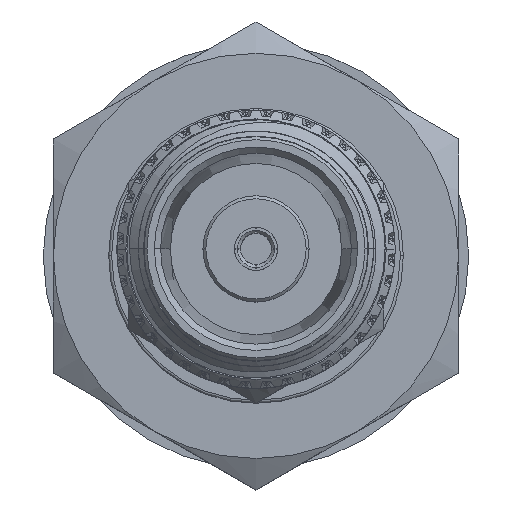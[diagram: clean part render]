
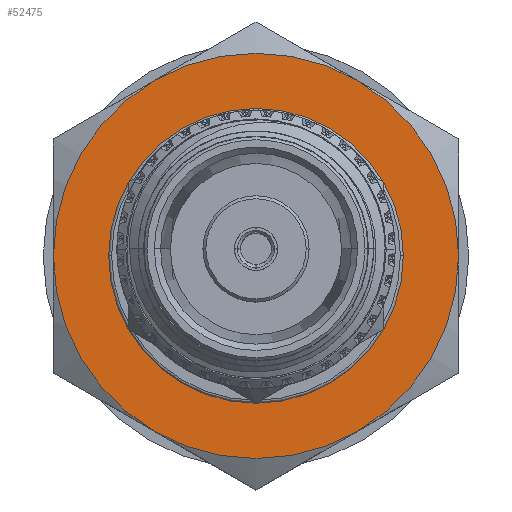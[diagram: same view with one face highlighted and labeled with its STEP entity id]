
A CAD part, top view. The second image highlights one B-rep face of the part: STEP entity #52475.
In plain terms, the highlighted face is planar.
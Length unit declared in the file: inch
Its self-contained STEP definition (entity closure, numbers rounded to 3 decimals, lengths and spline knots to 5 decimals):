
#1134 = EDGE_CURVE ( 'NONE', #45244, #66569, #82428, .T. ) ;
#2332 = DIRECTION ( 'NONE',  ( 1., 0., 0. ) ) ;
#2726 = DIRECTION ( 'NONE',  ( 1., 0., 0. ) ) ;
#3500 = AXIS2_PLACEMENT_3D ( 'NONE', #42959, #2726, #71100 ) ;
#4349 = ORIENTED_EDGE ( 'NONE', *, *, #69811, .F. ) ;
#5248 = EDGE_CURVE ( 'NONE', #43507, #22614, #52689, .T. ) ;
#8355 = EDGE_CURVE ( 'NONE', #50598, #73061, #87076, .T. ) ;
#8565 = CARTESIAN_POINT ( 'NONE',  ( 0.94, 0., 0. ) ) ;
#8633 = ORIENTED_EDGE ( 'NONE', *, *, #37653, .T. ) ;
#8858 = AXIS2_PLACEMENT_3D ( 'NONE', #33091, #73648, #25534 ) ;
#11317 = DIRECTION ( 'NONE',  ( 1., 0., 0. ) ) ;
#12538 = DIRECTION ( 'NONE',  ( 1., 0., 0. ) ) ;
#14185 = CARTESIAN_POINT ( 'NONE',  ( 0.94, 0.4, 0. ) ) ;
#15183 = AXIS2_PLACEMENT_3D ( 'NONE', #35878, #2332, #15870 ) ;
#15870 = DIRECTION ( 'NONE',  ( 0., 1., 0. ) ) ;
#17570 = AXIS2_PLACEMENT_3D ( 'NONE', #8565, #22144, #70587 ) ;
#18188 = CIRCLE ( 'NONE', #28685, 0.34375 ) ;
#18406 = ORIENTED_EDGE ( 'NONE', *, *, #69564, .T. ) ;
#18640 = CARTESIAN_POINT ( 'NONE',  ( 0.94, 0.34375, 0. ) ) ;
#19432 = ORIENTED_EDGE ( 'NONE', *, *, #5248, .T. ) ;
#20200 = CARTESIAN_POINT ( 'NONE',  ( 0.94, -0.17188, 0.2977 ) ) ;
#22144 = DIRECTION ( 'NONE',  ( 1., 0., 0. ) ) ;
#22455 = AXIS2_PLACEMENT_3D ( 'NONE', #58965, #65900, #24450 ) ;
#22614 = VERTEX_POINT ( 'NONE', #20200 ) ;
#24450 = DIRECTION ( 'NONE',  ( 0., 1., 0. ) ) ;
#24684 = CARTESIAN_POINT ( 'NONE',  ( 0.94, 0., 0. ) ) ;
#25534 = DIRECTION ( 'NONE',  ( 0., -1., 0. ) ) ;
#28685 = AXIS2_PLACEMENT_3D ( 'NONE', #24684, #11317, #80922 ) ;
#31117 = ORIENTED_EDGE ( 'NONE', *, *, #89636, .T. ) ;
#31822 = CARTESIAN_POINT ( 'NONE',  ( 0.94, -0.25, 0. ) ) ;
#33091 = CARTESIAN_POINT ( 'NONE',  ( 0.94, 0., 0. ) ) ;
#34139 = FACE_OUTER_BOUND ( 'NONE', #60683, .T. ) ;
#35878 = CARTESIAN_POINT ( 'NONE',  ( 0.94, 0., 0. ) ) ;
#36012 = CIRCLE ( 'NONE', #62368, 0.34375 ) ;
#37653 = EDGE_CURVE ( 'NONE', #83627, #70384, #83418, .T. ) ;
#39147 = DIRECTION ( 'NONE',  ( 1., 0., 0. ) ) ;
#39815 = AXIS2_PLACEMENT_3D ( 'NONE', #14185, #69304, #62625 ) ;
#41630 = DIRECTION ( 'NONE',  ( 0., -1., 0. ) ) ;
#42959 = CARTESIAN_POINT ( 'NONE',  ( 0.94, 0., 0. ) ) ;
#43507 = VERTEX_POINT ( 'NONE', #44441 ) ;
#44441 = CARTESIAN_POINT ( 'NONE',  ( 0.94, 0.17187, 0.2977 ) ) ;
#45244 = VERTEX_POINT ( 'NONE', #31822 ) ;
#48739 = CARTESIAN_POINT ( 'NONE',  ( 0.94, 0.25, 0. ) ) ;
#50598 = VERTEX_POINT ( 'NONE', #62110 ) ;
#50952 = ORIENTED_EDGE ( 'NONE', *, *, #8355, .T. ) ;
#52217 = DIRECTION ( 'NONE',  ( 0., 1., 0. ) ) ;
#52475 = ADVANCED_FACE ( 'NONE', ( #60110, #34139 ), #55385, .F. ) ;
#52689 = CIRCLE ( 'NONE', #22455, 0.34375 ) ;
#53783 = CARTESIAN_POINT ( 'NONE',  ( 0.94, -0.17188, -0.2977 ) ) ;
#54081 = CARTESIAN_POINT ( 'NONE',  ( 0.94, 0., 0. ) ) ;
#55385 = PLANE ( 'NONE',  #39815 ) ;
#58965 = CARTESIAN_POINT ( 'NONE',  ( 0.94, 0., 0. ) ) ;
#60110 = FACE_BOUND ( 'NONE', #65207, .T. ) ;
#60683 = EDGE_LOOP ( 'NONE', ( #84945, #8633, #31117, #50952, #18406, #19432 ) ) ;
#62110 = CARTESIAN_POINT ( 'NONE',  ( 0.94, 0.17187, -0.2977 ) ) ;
#62368 = AXIS2_PLACEMENT_3D ( 'NONE', #87514, #39147, #52217 ) ;
#62625 = DIRECTION ( 'NONE',  ( 0., -1., 0. ) ) ;
#65207 = EDGE_LOOP ( 'NONE', ( #70773, #4349 ) ) ;
#65900 = DIRECTION ( 'NONE',  ( 1., 0., 0. ) ) ;
#66569 = VERTEX_POINT ( 'NONE', #48739 ) ;
#69304 = DIRECTION ( 'NONE',  ( -1., 0., 0. ) ) ;
#69465 = CIRCLE ( 'NONE', #15183, 0.34375 ) ;
#69564 = EDGE_CURVE ( 'NONE', #73061, #43507, #69465, .T. ) ;
#69811 = EDGE_CURVE ( 'NONE', #66569, #45244, #82460, .T. ) ;
#70384 = VERTEX_POINT ( 'NONE', #53783 ) ;
#70587 = DIRECTION ( 'NONE',  ( 0., 1., 0. ) ) ;
#70773 = ORIENTED_EDGE ( 'NONE', *, *, #1134, .F. ) ;
#71100 = DIRECTION ( 'NONE',  ( 0., 1., 0. ) ) ;
#73061 = VERTEX_POINT ( 'NONE', #18640 ) ;
#73648 = DIRECTION ( 'NONE',  ( 1., 0., 0. ) ) ;
#80516 = CARTESIAN_POINT ( 'NONE',  ( 0.94, -0.34375, 0. ) ) ;
#80922 = DIRECTION ( 'NONE',  ( 0., 1., 0. ) ) ;
#82428 = CIRCLE ( 'NONE', #85938, 0.25 ) ;
#82460 = CIRCLE ( 'NONE', #8858, 0.25 ) ;
#83175 = EDGE_CURVE ( 'NONE', #22614, #83627, #18188, .T. ) ;
#83418 = CIRCLE ( 'NONE', #3500, 0.34375 ) ;
#83627 = VERTEX_POINT ( 'NONE', #80516 ) ;
#84945 = ORIENTED_EDGE ( 'NONE', *, *, #83175, .T. ) ;
#85938 = AXIS2_PLACEMENT_3D ( 'NONE', #54081, #12538, #41630 ) ;
#87076 = CIRCLE ( 'NONE', #17570, 0.34375 ) ;
#87514 = CARTESIAN_POINT ( 'NONE',  ( 0.94, 0., 0. ) ) ;
#89636 = EDGE_CURVE ( 'NONE', #70384, #50598, #36012, .T. ) ;
